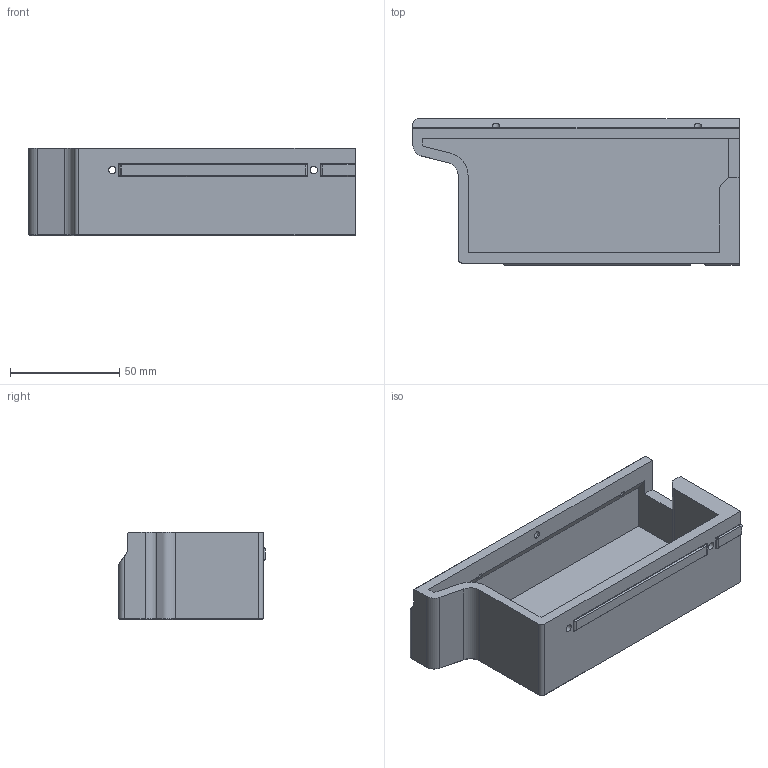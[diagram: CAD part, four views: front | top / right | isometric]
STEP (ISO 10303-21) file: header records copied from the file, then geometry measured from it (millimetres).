
FILE_DESCRIPTION(/* description */ (''),/* implementation_level */ '2;1');
FILE_NAME(/* name */ '350_Front_A.step',/* time_stamp */ '2024-06-12T18:48:56+02:00',/* author */ (''),/* organization */ (''),/* preprocessor_version */ 'ST-DEVELOPER v20',/* originating_system */ 'Autodesk Translation Framework v13.14.0.145',/* authorisation */ '');
FILE_SCHEMA (('AUTOMOTIVE_DESIGN { 1 0 10303 214 3 1 1 }'));
Length unit declared in the file: millimetre
Products named in the file (1): (Nicht gespeichert)
Bounding box: 149.1 x 67 x 40 mm (x, y, z)
Volume: 129227.5 mm3; surface area: 64920.1 mm2
Topology: 2 solids, 2 shells, 119 faces, 330 edges, 217 vertices
Faces by surface type: plane 78, cylinder 37, cone 4
Full cylindrical faces by diameter (mm): 3.3 x1, 3.4 x4, 4.7 x1, 6 x2
Entity records: 3862 total; most frequent: CARTESIAN_POINT 667, DIRECTION 661, ORIENTED_EDGE 660, EDGE_CURVE 330, LINE 239, VECTOR 239, VERTEX_POINT 217, AXIS2_PLACEMENT_3D 211
